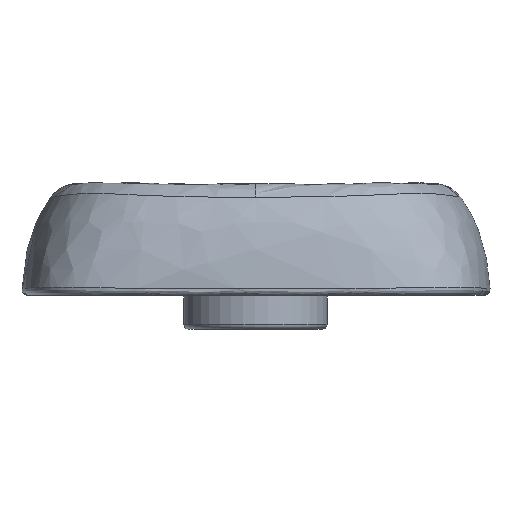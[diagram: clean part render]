
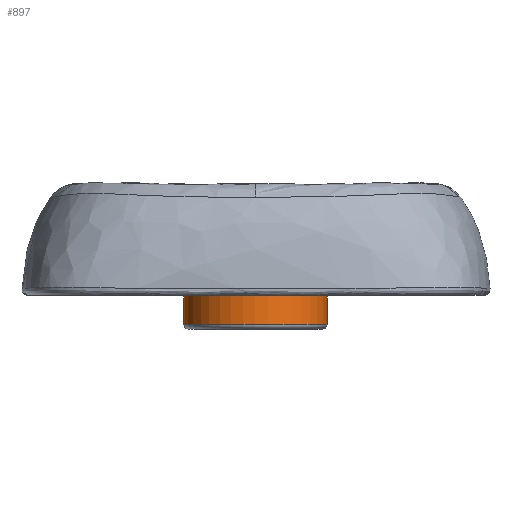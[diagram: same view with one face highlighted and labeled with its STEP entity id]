
A CAD part, front view. The second image highlights one B-rep face of the part: STEP entity #897.
In plain terms, the highlighted cylindrical face has radius 2.75 mm (diameter 5.5 mm), a full revolution.
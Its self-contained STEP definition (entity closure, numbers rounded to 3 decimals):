
#122=FACE_OUTER_BOUND('',#181,.T.);
#181=EDGE_LOOP('',(#701,#702,#703,#704));
#243=CIRCLE('',#981,2.75);
#244=CIRCLE('',#983,2.75);
#298=LINE('',#1405,#352);
#352=VECTOR('',#1158,2.75);
#409=VERTEX_POINT('',#1400);
#410=VERTEX_POINT('',#1404);
#516=EDGE_CURVE('',#409,#409,#243,.T.);
#517=EDGE_CURVE('',#409,#410,#298,.T.);
#518=EDGE_CURVE('',#410,#410,#244,.T.);
#701=ORIENTED_EDGE('',*,*,#516,.F.);
#702=ORIENTED_EDGE('',*,*,#517,.T.);
#703=ORIENTED_EDGE('',*,*,#518,.F.);
#704=ORIENTED_EDGE('',*,*,#517,.F.);
#868=CYLINDRICAL_SURFACE('',#982,2.75);
#897=ADVANCED_FACE('',(#122),#868,.T.);
#981=AXIS2_PLACEMENT_3D('',#1402,#1154,#1155);
#982=AXIS2_PLACEMENT_3D('',#1403,#1156,#1157);
#983=AXIS2_PLACEMENT_3D('',#1406,#1159,#1160);
#1154=DIRECTION('center_axis',(0.,0.,
-1.));
#1155=DIRECTION('ref_axis',(-1.,0.,0.));
#1156=DIRECTION('center_axis',(0.,0.,
-1.));
#1157=DIRECTION('ref_axis',(-1.,0.,0.));
#1158=DIRECTION('',(0.,0.,1.));
#1159=DIRECTION('center_axis',(0.,0.,
1.));
#1160=DIRECTION('ref_axis',(-1.,0.,0.));
#1400=CARTESIAN_POINT('',(2.738,0.004,0.2));
#1402=CARTESIAN_POINT('Origin',(-0.012,0.004,
0.2));
#1403=CARTESIAN_POINT('Origin',(-0.012,0.004,
3.3));
#1404=CARTESIAN_POINT('',(2.738,0.004,3.05));
#1405=CARTESIAN_POINT('',(2.738,0.004,3.3));
#1406=CARTESIAN_POINT('Origin',(-0.012,0.004,
3.05));
